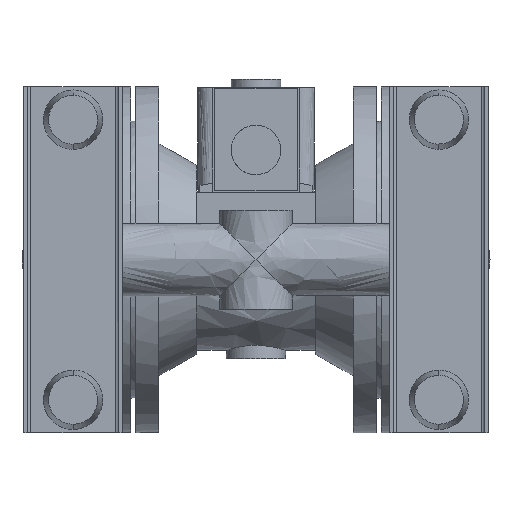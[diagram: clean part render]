
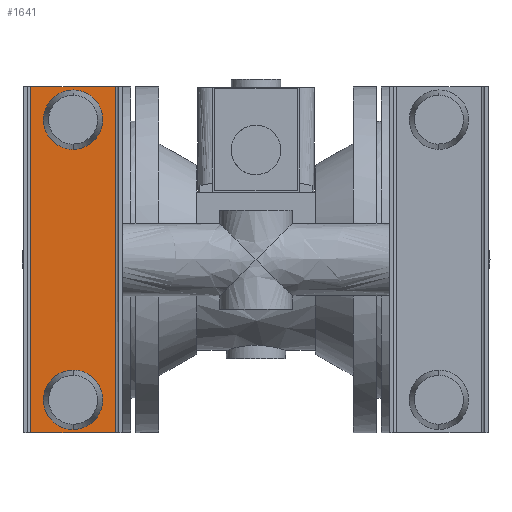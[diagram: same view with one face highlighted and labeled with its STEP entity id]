
A CAD part, front view. The second image highlights one B-rep face of the part: STEP entity #1641.
In plain terms, the highlighted free-form (B-spline) face has degree [1, 1] with [2, 2] control points.
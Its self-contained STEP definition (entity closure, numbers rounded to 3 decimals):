
#1 = B_SPLINE_CURVE_WITH_KNOTS ( 'NONE', 1,
 ( #14877, #528 ),
 .UNSPECIFIED., .F., .F.,
 ( 2, 2 ),
 ( 0., 1. ),
 .UNSPECIFIED. ) ;
#359 = CARTESIAN_POINT ( 'NONE',  ( -121.544, -176.3, 67. ) ) ;
#452 = CARTESIAN_POINT ( 'NONE',  ( -111., -176.3, -67. ) ) ;
#528 = CARTESIAN_POINT ( 'NONE',  ( -136.7, -176.3, 105. ) ) ;
#544 = CARTESIAN_POINT ( 'NONE',  ( -111., -176.3, 103. ) ) ;
#1167 = CARTESIAN_POINT ( 'NONE',  ( -85.3, -176.3, 105. ) ) ;
#1641 = ADVANCED_FACE ( 'NONE', ( #13821, #3729, #6407 ), #9578, .F. ) ;
#2033 = CARTESIAN_POINT ( 'NONE',  ( -136.7, -176.3, -105. ) ) ;
#2060 = VERTEX_POINT ( 'NONE', #13479 ) ;
#2313 = CARTESIAN_POINT ( 'NONE',  ( -136.7, -176.3, -105. ) ) ;
#2522 = B_SPLINE_CURVE_WITH_KNOTS ( 'NONE', 1,
 ( #4507, #15816 ),
 .UNSPECIFIED., .F., .F.,
 ( 2, 2 ),
 ( -1., 0. ),
 .UNSPECIFIED. ) ;
#3120 = VERTEX_POINT ( 'NONE', #3892 ) ;
#3357 = CARTESIAN_POINT ( 'NONE',  ( -111., -176.3, 67. ) ) ;
#3519 = EDGE_CURVE ( 'NONE', #8070, #3120, #1, .T. ) ;
#3580 = CARTESIAN_POINT ( 'NONE',  ( -93., -176.3, -74.456 ) ) ;
#3729 = FACE_BOUND ( 'NONE', #14351, .T. ) ;
#3892 = CARTESIAN_POINT ( 'NONE',  ( -136.7, -176.3, 105. ) ) ;
#3976 = CARTESIAN_POINT ( 'NONE',  ( -75., -176.3, 103. ) ) ;
#3977 = VERTEX_POINT ( 'NONE', #11190 ) ;
#4507 = CARTESIAN_POINT ( 'NONE',  ( -136.7, -176.3, -105. ) ) ;
#4714 = CARTESIAN_POINT ( 'NONE',  ( -111., -176.3, 67. ) ) ;
#4968 = EDGE_CURVE ( 'NONE', #2060, #14864, #14806, .T. ) ;
#4985 = VERTEX_POINT ( 'NONE', #9092 ) ;
#5003 = CARTESIAN_POINT ( 'NONE',  ( -93., -176.3, -85. ) ) ;
#5033 = ORIENTED_EDGE ( 'NONE', *, *, #5376, .F. ) ;
#5095 = ORIENTED_EDGE ( 'NONE', *, *, #16640, .F. ) ;
#5238 = ORIENTED_EDGE ( 'NONE', *, *, #9613, .F. ) ;
#5303 = CARTESIAN_POINT ( 'NONE',  ( -111., -176.3, 103. ) ) ;
#5376 = EDGE_CURVE ( 'NONE', #4985, #3120, #2522, .T. ) ;
#5526 = CARTESIAN_POINT ( 'NONE',  ( -85.3, -176.3, -105. ) ) ;
#5880 = VERTEX_POINT ( 'NONE', #17094 ) ;
#6407 = FACE_OUTER_BOUND ( 'NONE', #11774, .T. ) ;
#6519 = CARTESIAN_POINT ( 'NONE',  ( -129., -176.3, 95.544 ) ) ;
#6522 = CARTESIAN_POINT ( 'NONE',  ( -111., -176.3, -103. ) ) ;
#6670 = CARTESIAN_POINT ( 'NONE',  ( -111., -176.3, -103. ) ) ;
#6717 = ORIENTED_EDGE ( 'NONE', *, *, #16112, .F. ) ;
#7983 = CARTESIAN_POINT ( 'NONE',  ( -111., -176.3, 67. ) ) ;
#8070 = VERTEX_POINT ( 'NONE', #12547 ) ;
#8354 = CARTESIAN_POINT ( 'NONE',  ( -75., -176.3, 67. ) ) ;
#8945 = EDGE_CURVE ( 'NONE', #3977, #10047, #14070, .T. ) ;
#8986 = ORIENTED_EDGE ( 'NONE', *, *, #4968, .F. ) ;
#9092 = CARTESIAN_POINT ( 'NONE',  ( -136.7, -176.3, -105. ) ) ;
#9367 = CARTESIAN_POINT ( 'NONE',  ( -147., -176.3, -67. ) ) ;
#9575 = ORIENTED_EDGE ( 'NONE', *, *, #3519, .T. ) ;
#9578 = B_SPLINE_SURFACE_WITH_KNOTS ( 'NONE', 1, 1, ( 
 ( #2033, #13728 ),
 ( #18156, #12019 ) ),
 .UNSPECIFIED., .F., .F., .F.,
 ( 2, 2 ),
 ( 2, 2 ),
 ( 0., 1. ),
 ( 0., 1. ),
 .UNSPECIFIED. ) ;
#9613 = EDGE_CURVE ( 'NONE', #10047, #3977, #16516, .T. ) ;
#10047 = VERTEX_POINT ( 'NONE', #6670 ) ;
#10514 = CARTESIAN_POINT ( 'NONE',  ( -121.544, -176.3, 103. ) ) ;
#11190 = CARTESIAN_POINT ( 'NONE',  ( -111., -176.3, -67. ) ) ;
#11774 = EDGE_LOOP ( 'NONE', ( #16522, #9575, #5033, #5095 ) ) ;
#12019 = CARTESIAN_POINT ( 'NONE',  ( -85.3, -176.3, 105. ) ) ;
#12413 = CARTESIAN_POINT ( 'NONE',  ( -100.456, -176.3, -67. ) ) ;
#12547 = CARTESIAN_POINT ( 'NONE',  ( -85.3, -176.3, 105. ) ) ;
#13311 = B_SPLINE_CURVE_WITH_KNOTS ( 'NONE', 1,
 ( #15343, #2313 ),
 .UNSPECIFIED., .F., .F.,
 ( 2, 2 ),
 ( 0., 1. ),
 .UNSPECIFIED. ) ;
#13479 = CARTESIAN_POINT ( 'NONE',  ( -111., -176.3, 103. ) ) ;
#13660 = CARTESIAN_POINT ( 'NONE',  ( -93., -176.3, -95.544 ) ) ;
#13728 = CARTESIAN_POINT ( 'NONE',  ( -85.3, -176.3, -105. ) ) ;
#13746 = CARTESIAN_POINT ( 'NONE',  ( -147., -176.3, -103. ) ) ;
#13821 = FACE_BOUND ( 'NONE', #14015, .T. ) ;
#13844 = CARTESIAN_POINT ( 'NONE',  ( -111., -176.3, -103. ) ) ;
#13868 =( BOUNDED_CURVE ( )  B_SPLINE_CURVE ( 3, ( #7983, #8354, #3976, #5303 ),
 .UNSPECIFIED., .F., .F. ) 
 B_SPLINE_CURVE_WITH_KNOTS ( ( 4, 4 ),
 ( -3.142, 0. ),
 .UNSPECIFIED. ) 
 CURVE ( )  GEOMETRIC_REPRESENTATION_ITEM ( )  RATIONAL_B_SPLINE_CURVE ( ( 1., 0.333, 0.333, 1. ) ) 
 REPRESENTATION_ITEM ( '' )  );
#14015 = EDGE_LOOP ( 'NONE', ( #6717, #8986 ) ) ;
#14070 =( BOUNDED_CURVE ( )  B_SPLINE_CURVE ( 3, ( #452, #9367, #13746, #6522 ),
 .UNSPECIFIED., .F., .F. ) 
 B_SPLINE_CURVE_WITH_KNOTS ( ( 4, 4 ),
 ( -3.142, 0. ),
 .UNSPECIFIED. ) 
 CURVE ( )  GEOMETRIC_REPRESENTATION_ITEM ( )  RATIONAL_B_SPLINE_CURVE ( ( 1., 0.333, 0.333, 1. ) ) 
 REPRESENTATION_ITEM ( '' )  );
#14351 = EDGE_LOOP ( 'NONE', ( #5238, #15574 ) ) ;
#14806 =( BOUNDED_CURVE ( )  B_SPLINE_CURVE ( 3, ( #544, #10514, #6519, #17993, #16489, #359, #4714 ),
 .UNSPECIFIED., .F., .F. ) 
 B_SPLINE_CURVE_WITH_KNOTS ( ( 4, 3, 4 ),
 ( -3.142, -1.571, 0. ),
 .UNSPECIFIED. ) 
 CURVE ( )  GEOMETRIC_REPRESENTATION_ITEM ( )  RATIONAL_B_SPLINE_CURVE ( ( 1., 0.805, 0.805, 1., 0.805, 0.805, 1. ) ) 
 REPRESENTATION_ITEM ( '' )  );
#14864 = VERTEX_POINT ( 'NONE', #3357 ) ;
#14877 = CARTESIAN_POINT ( 'NONE',  ( -85.3, -176.3, 105. ) ) ;
#14878 = B_SPLINE_CURVE_WITH_KNOTS ( 'NONE', 1,
 ( #1167, #5526 ),
 .UNSPECIFIED., .F., .F.,
 ( 2, 2 ),
 ( -1., 0. ),
 .UNSPECIFIED. ) ;
#15173 = CARTESIAN_POINT ( 'NONE',  ( -111., -176.3, -67. ) ) ;
#15343 = CARTESIAN_POINT ( 'NONE',  ( -85.3, -176.3, -105. ) ) ;
#15574 = ORIENTED_EDGE ( 'NONE', *, *, #8945, .F. ) ;
#15816 = CARTESIAN_POINT ( 'NONE',  ( -136.7, -176.3, 105. ) ) ;
#16112 = EDGE_CURVE ( 'NONE', #14864, #2060, #13868, .T. ) ;
#16489 = CARTESIAN_POINT ( 'NONE',  ( -129., -176.3, 74.456 ) ) ;
#16494 = CARTESIAN_POINT ( 'NONE',  ( -100.456, -176.3, -103. ) ) ;
#16516 =( BOUNDED_CURVE ( )  B_SPLINE_CURVE ( 3, ( #13844, #16494, #13660, #5003, #3580, #12413, #15173 ),
 .UNSPECIFIED., .F., .F. ) 
 B_SPLINE_CURVE_WITH_KNOTS ( ( 4, 3, 4 ),
 ( -3.142, -1.571, 0. ),
 .UNSPECIFIED. ) 
 CURVE ( )  GEOMETRIC_REPRESENTATION_ITEM ( )  RATIONAL_B_SPLINE_CURVE ( ( 1., 0.805, 0.805, 1., 0.805, 0.805, 1. ) ) 
 REPRESENTATION_ITEM ( '' )  );
#16522 = ORIENTED_EDGE ( 'NONE', *, *, #17324, .F. ) ;
#16640 = EDGE_CURVE ( 'NONE', #5880, #4985, #13311, .T. ) ;
#17094 = CARTESIAN_POINT ( 'NONE',  ( -85.3, -176.3, -105. ) ) ;
#17324 = EDGE_CURVE ( 'NONE', #8070, #5880, #14878, .T. ) ;
#17993 = CARTESIAN_POINT ( 'NONE',  ( -129., -176.3, 85. ) ) ;
#18156 = CARTESIAN_POINT ( 'NONE',  ( -136.7, -176.3, 105. ) ) ;
